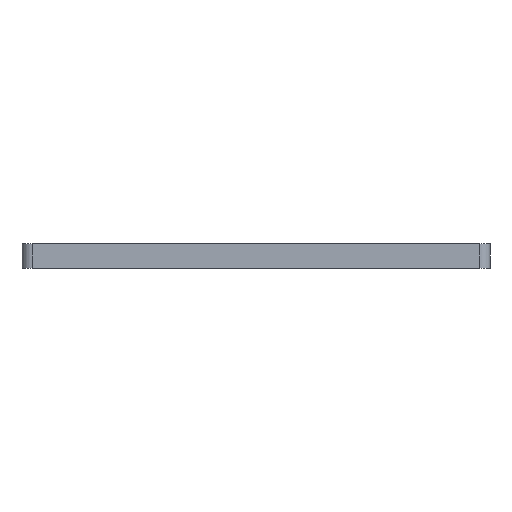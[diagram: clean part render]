
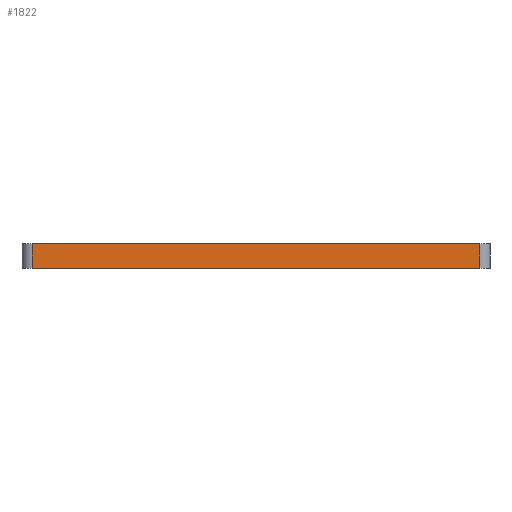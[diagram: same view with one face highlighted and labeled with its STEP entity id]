
A CAD part, front view. The second image highlights one B-rep face of the part: STEP entity #1822.
In plain terms, the highlighted planar face has unit normal (0, -1, 0).
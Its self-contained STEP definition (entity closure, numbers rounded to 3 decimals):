
#418=CARTESIAN_POINT('',(27.3,-28.55,15.));
#419=VERTEX_POINT('',#418);
#420=CARTESIAN_POINT('',(-27.3,-28.55,15.));
#421=VERTEX_POINT('',#420);
#422=CARTESIAN_POINT('',(27.3,-28.55,15.));
#423=DIRECTION('',(-1.,0.,0.));
#424=VECTOR('',#423,54.6);
#425=LINE('',#422,#424);
#426=EDGE_CURVE('',#419,#421,#425,.T.);
#1548=CARTESIAN_POINT('',(27.3,-28.55,12.));
#1549=VERTEX_POINT('',#1548);
#1557=CARTESIAN_POINT('',(-27.3,-28.55,12.));
#1558=VERTEX_POINT('',#1557);
#1559=CARTESIAN_POINT('',(27.3,-28.55,12.));
#1560=DIRECTION('',(-1.,0.,0.));
#1561=VECTOR('',#1560,54.6);
#1562=LINE('',#1559,#1561);
#1563=EDGE_CURVE('',#1549,#1558,#1562,.T.);
#1801=CARTESIAN_POINT('',(-26.099,-28.55,12.));
#1802=DIRECTION('',(0.,1.,0.));
#1803=DIRECTION('',(-0.,0.,-1.));
#1804=AXIS2_PLACEMENT_3D('',#1801,#1802,#1803);
#1805=PLANE('',#1804);
#1806=ORIENTED_EDGE('',*,*,#1563,.F.);
#1807=CARTESIAN_POINT('',(27.3,-28.55,12.));
#1808=DIRECTION('',(0.,0.,1.));
#1809=VECTOR('',#1808,3.);
#1810=LINE('',#1807,#1809);
#1811=EDGE_CURVE('',#1549,#419,#1810,.T.);
#1812=ORIENTED_EDGE('',*,*,#1811,.T.);
#1813=ORIENTED_EDGE('',*,*,#426,.T.);
#1814=CARTESIAN_POINT('',(-27.3,-28.55,15.));
#1815=DIRECTION('',(-0.,-0.,-1.));
#1816=VECTOR('',#1815,3.);
#1817=LINE('',#1814,#1816);
#1818=EDGE_CURVE('',#421,#1558,#1817,.T.);
#1819=ORIENTED_EDGE('',*,*,#1818,.T.);
#1820=EDGE_LOOP('',(#1806,#1812,#1813,#1819));
#1821=FACE_BOUND('',#1820,.T.);
#1822=ADVANCED_FACE('',(#1821),#1805,.F.);
